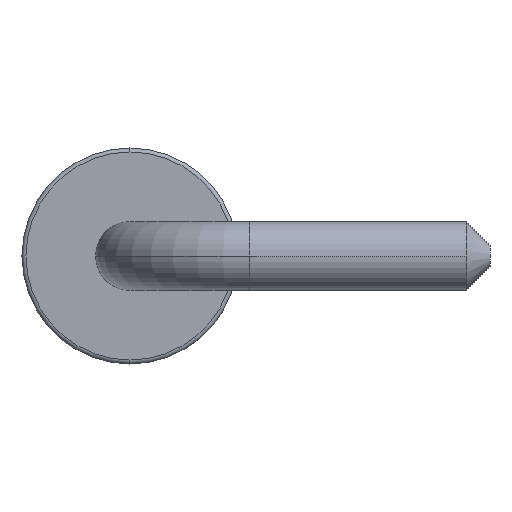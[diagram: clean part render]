
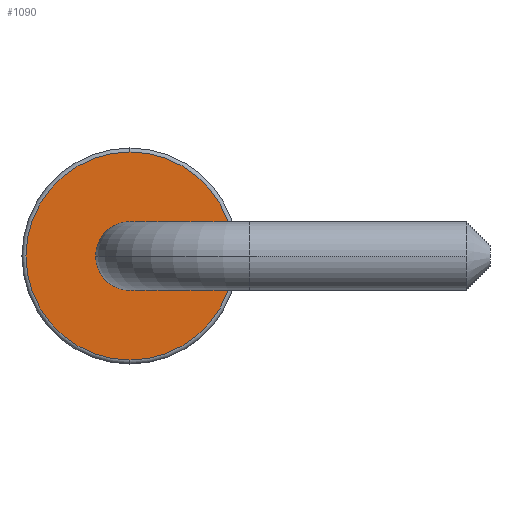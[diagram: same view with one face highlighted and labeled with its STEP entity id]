
A CAD part, left-side view. The second image highlights one B-rep face of the part: STEP entity #1090.
In plain terms, the highlighted planar face has unit normal (-1, 0, 0).
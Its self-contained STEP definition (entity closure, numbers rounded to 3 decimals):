
#66 = DIRECTION ( 'NONE',  ( -1., 0., 0. ) ) ;
#145 = AXIS2_PLACEMENT_3D ( 'NONE', #1050, #66, #266 ) ;
#191 = CARTESIAN_POINT ( 'NONE',  ( 0., 0.43, 0. ) ) ;
#207 = CARTESIAN_POINT ( 'NONE',  ( 0., 0., 0. ) ) ;
#222 = VERTEX_POINT ( 'NONE', #962 ) ;
#266 = DIRECTION ( 'NONE',  ( 0., 0., -1. ) ) ;
#305 = ORIENTED_EDGE ( 'NONE', *, *, #1257, .T. ) ;
#357 = ORIENTED_EDGE ( 'NONE', *, *, #468, .T. ) ;
#358 = DIRECTION ( 'NONE',  ( 0., 0., 1. ) ) ;
#419 = DIRECTION ( 'NONE',  ( -1., 0., 0. ) ) ;
#432 = ORIENTED_EDGE ( 'NONE', *, *, #857, .F. ) ;
#468 = EDGE_CURVE ( 'NONE', #222, #583, #1157, .T. ) ;
#486 = CIRCLE ( 'NONE', #145, 1.3 ) ;
#490 = CIRCLE ( 'NONE', #1367, 0.43 ) ;
#506 = EDGE_LOOP ( 'NONE', ( #357, #305 ) ) ;
#546 = CARTESIAN_POINT ( 'NONE',  ( 0., 0., 1.3 ) ) ;
#583 = VERTEX_POINT ( 'NONE', #546 ) ;
#633 = FACE_BOUND ( 'NONE', #951, .T. ) ;
#647 = EDGE_CURVE ( 'NONE', #1159, #1057, #490, .T. ) ;
#668 = DIRECTION ( 'NONE',  ( -1., 0., 0. ) ) ;
#688 = AXIS2_PLACEMENT_3D ( 'NONE', #784, #987, #1333 ) ;
#784 = CARTESIAN_POINT ( 'NONE',  ( 0., 0., 0. ) ) ;
#843 = DIRECTION ( 'NONE',  ( 0., 0., -1. ) ) ;
#852 = AXIS2_PLACEMENT_3D ( 'NONE', #207, #668, #1112 ) ;
#857 = EDGE_CURVE ( 'NONE', #1057, #1159, #1205, .T. ) ;
#866 = ORIENTED_EDGE ( 'NONE', *, *, #647, .F. ) ;
#905 = DIRECTION ( 'NONE',  ( -1., 0., 0. ) ) ;
#949 = PLANE ( 'NONE',  #688 ) ;
#951 = EDGE_LOOP ( 'NONE', ( #432, #866 ) ) ;
#962 = CARTESIAN_POINT ( 'NONE',  ( 0., 0., -1.3 ) ) ;
#977 = CARTESIAN_POINT ( 'NONE',  ( 0., -0.43, 0. ) ) ;
#987 = DIRECTION ( 'NONE',  ( 1., 0., 0. ) ) ;
#1050 = CARTESIAN_POINT ( 'NONE',  ( 0., 0., 0. ) ) ;
#1052 = FACE_OUTER_BOUND ( 'NONE', #506, .T. ) ;
#1057 = VERTEX_POINT ( 'NONE', #191 ) ;
#1061 = CARTESIAN_POINT ( 'NONE',  ( 0., 0., 0. ) ) ;
#1090 = ADVANCED_FACE ( 'NONE', ( #1052, #633 ), #949, .F. ) ;
#1112 = DIRECTION ( 'NONE',  ( 0., 0., 1. ) ) ;
#1157 = CIRCLE ( 'NONE', #1345, 1.3 ) ;
#1159 = VERTEX_POINT ( 'NONE', #977 ) ;
#1205 = CIRCLE ( 'NONE', #852, 0.43 ) ;
#1246 = CARTESIAN_POINT ( 'NONE',  ( 0., 0., 0. ) ) ;
#1257 = EDGE_CURVE ( 'NONE', #583, #222, #486, .T. ) ;
#1333 = DIRECTION ( 'NONE',  ( 0., 0., -1. ) ) ;
#1345 = AXIS2_PLACEMENT_3D ( 'NONE', #1061, #419, #843 ) ;
#1367 = AXIS2_PLACEMENT_3D ( 'NONE', #1246, #905, #358 ) ;
